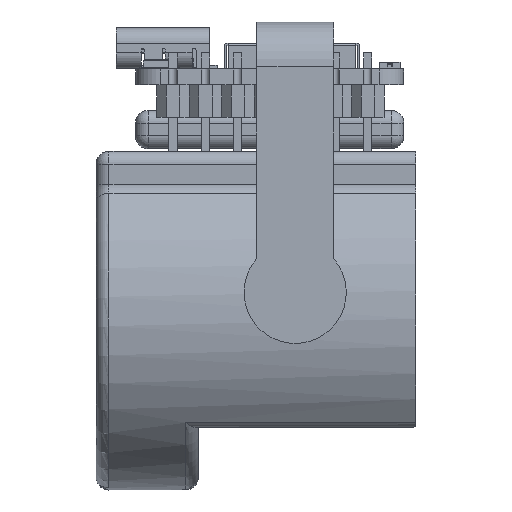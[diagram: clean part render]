
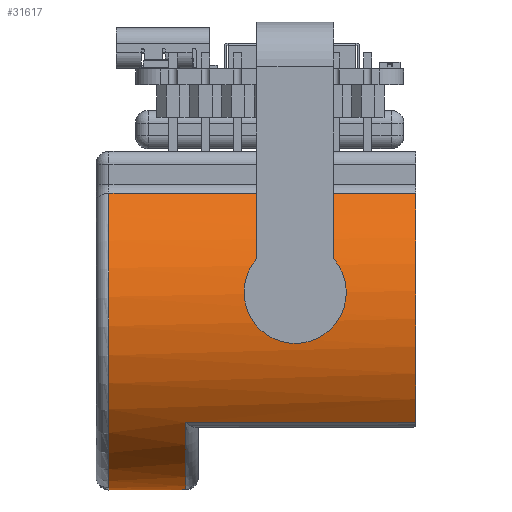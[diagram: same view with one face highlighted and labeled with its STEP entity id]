
A CAD part, front view. The second image highlights one B-rep face of the part: STEP entity #31617.
In plain terms, the highlighted cylindrical face has radius 13.5 mm (diameter 27 mm), a partial arc.
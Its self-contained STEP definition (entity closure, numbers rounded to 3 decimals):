
#2063=FACE_OUTER_BOUND('',#3881,.T.);
#3881=EDGE_LOOP('',(#22159,#22160,#22161,#22162,#22163,#22164));
#5844=CIRCLE('',#33571,13.5);
#5856=CIRCLE('',#33590,13.5);
#5861=CIRCLE('',#33601,13.5);
#6447=LINE('',#44896,#10441);
#6459=LINE('',#45028,#10453);
#6466=LINE('',#45046,#10460);
#10441=VECTOR('',#36012,10.);
#10453=VECTOR('',#36092,10.);
#10460=VECTOR('',#36113,10.);
#14437=VERTEX_POINT('',#44893);
#14438=VERTEX_POINT('',#44895);
#14449=VERTEX_POINT('',#44957);
#14458=VERTEX_POINT('',#44991);
#14461=VERTEX_POINT('',#45002);
#14463=VERTEX_POINT('',#45024);
#17467=EDGE_CURVE('',#14437,#14438,#6447,.T.);
#17482=EDGE_CURVE('',#14438,#14449,#5844,.T.);
#17499=EDGE_CURVE('',#14461,#14458,#5856,.T.);
#17506=EDGE_CURVE('',#14458,#14463,#6459,.T.);
#17515=EDGE_CURVE('',#14463,#14437,#5861,.T.);
#17516=EDGE_CURVE('',#14461,#14449,#6466,.T.);
#22159=ORIENTED_EDGE('',*,*,#17467,.F.);
#22160=ORIENTED_EDGE('',*,*,#17515,.F.);
#22161=ORIENTED_EDGE('',*,*,#17506,.F.);
#22162=ORIENTED_EDGE('',*,*,#17499,.F.);
#22163=ORIENTED_EDGE('',*,*,#17516,.T.);
#22164=ORIENTED_EDGE('',*,*,#17482,.F.);
#31339=CYLINDRICAL_SURFACE('',#33600,13.5);
#31617=ADVANCED_FACE('',(#2063),#31339,.T.);
#33571=AXIS2_PLACEMENT_3D('',#44958,#36037,#36038);
#33590=AXIS2_PLACEMENT_3D('',#45003,#36079,#36080);
#33600=AXIS2_PLACEMENT_3D('',#45044,#36109,#36110);
#33601=AXIS2_PLACEMENT_3D('',#45045,#36111,#36112);
#36012=DIRECTION('',(0.,0.,1.));
#36037=DIRECTION('center_axis',(0.,0.,-1.));
#36038=DIRECTION('ref_axis',(-0.707,0.707,0.));
#36079=DIRECTION('center_axis',(0.,0.,1.));
#36080=DIRECTION('ref_axis',(-1.,0.,0.));
#36092=DIRECTION('',(0.,0.,-1.));
#36109=DIRECTION('center_axis',(0.,0.,1.));
#36110=DIRECTION('ref_axis',(-1.,0.015,0.));
#36111=DIRECTION('center_axis',(0.,0.,-1.));
#36112=DIRECTION('ref_axis',(-1.,0.,0.));
#36113=DIRECTION('',(0.,0.,-1.));
#44893=CARTESIAN_POINT('',(-8.24,-10.693,-17.));
#44895=CARTESIAN_POINT('',(-8.24,-10.693,1.));
#44896=CARTESIAN_POINT('',(-8.24,-10.693,0.));
#44957=CARTESIAN_POINT('',(10.,9.069,1.));
#44958=CARTESIAN_POINT('Origin',(0.,0.,1.));
#44991=CARTESIAN_POINT('',(9.714,-9.375,7.));
#45002=CARTESIAN_POINT('',(10.,9.069,7.));
#45003=CARTESIAN_POINT('Origin',(0.,0.,7.));
#45024=CARTESIAN_POINT('',(9.714,-9.375,-17.));
#45028=CARTESIAN_POINT('',(9.714,-9.375,0.));
#45044=CARTESIAN_POINT('Origin',(0.,0.,0.));
#45045=CARTESIAN_POINT('Origin',(0.,0.,-17.));
#45046=CARTESIAN_POINT('',(10.,9.069,0.));
